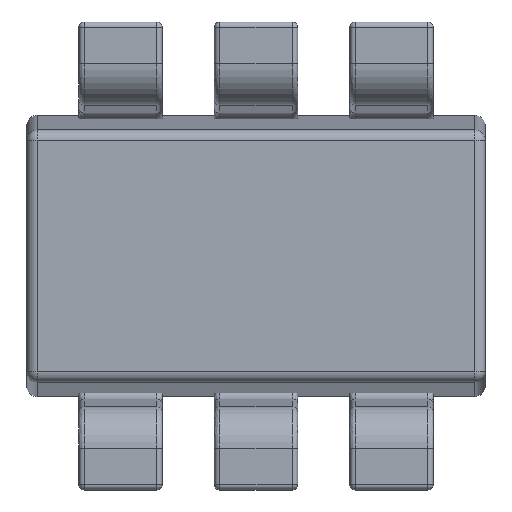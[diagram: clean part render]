
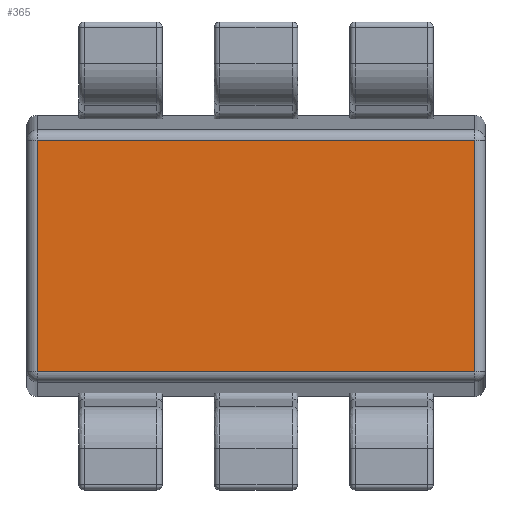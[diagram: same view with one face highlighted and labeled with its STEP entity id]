
A CAD part, front view. The second image highlights one B-rep face of the part: STEP entity #365.
In plain terms, the highlighted planar face has unit normal (0, -1, 0).
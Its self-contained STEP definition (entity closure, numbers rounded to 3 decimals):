
#81 = ORIENTED_EDGE ( 'NONE', *, *, #1522, .T. ) ;
#242 = AXIS2_PLACEMENT_3D ( 'NONE', #3401, #3407, #3408 ) ;
#365 = ADVANCED_FACE ( 'NONE', ( #3405 ), #3399, .F. ) ;
#658 = VERTEX_POINT ( 'NONE', #1602 ) ;
#678 = VERTEX_POINT ( 'NONE', #1619 ) ;
#691 = VERTEX_POINT ( 'NONE', #1632 ) ;
#743 = VERTEX_POINT ( 'NONE', #1684 ) ;
#1121 = ORIENTED_EDGE ( 'NONE', *, *, #1524, .T. ) ;
#1143 = ORIENTED_EDGE ( 'NONE', *, *, #1525, .T. ) ;
#1166 = ORIENTED_EDGE ( 'NONE', *, *, #1526, .T. ) ;
#1269 = EDGE_LOOP ( 'NONE', ( #81, #1166, #1143, #1121 ) ) ;
#1412 = VECTOR ( 'NONE', #1796, 1000. ) ;
#1430 = VECTOR ( 'NONE', #1801, 1000. ) ;
#1436 = VECTOR ( 'NONE', #1804, 1000. ) ;
#1449 = VECTOR ( 'NONE', #1808, 1000. ) ;
#1522 = EDGE_CURVE ( 'NONE', #691, #658, #1793, .T. ) ;
#1524 = EDGE_CURVE ( 'NONE', #678, #691, #1799, .T. ) ;
#1525 = EDGE_CURVE ( 'NONE', #743, #678, #1802, .T. ) ;
#1526 = EDGE_CURVE ( 'NONE', #658, #743, #1805, .T. ) ;
#1602 = CARTESIAN_POINT ( 'NONE',  ( 1.05, 0.1, -0.555 ) ) ;
#1619 = CARTESIAN_POINT ( 'NONE',  ( -1.05, 0.1, 0.555 ) ) ;
#1632 = CARTESIAN_POINT ( 'NONE',  ( -1.05, 0.1, -0.555 ) ) ;
#1684 = CARTESIAN_POINT ( 'NONE',  ( 1.05, 0.1, 0.555 ) ) ;
#1793 = LINE ( 'NONE', #1795, #1412 ) ;
#1795 = CARTESIAN_POINT ( 'NONE',  ( 1.1, 0.1, -0.555 ) ) ;
#1796 = DIRECTION ( 'NONE',  ( 1., 0., 0. ) ) ;
#1799 = LINE ( 'NONE', #1800, #1430 ) ;
#1800 = CARTESIAN_POINT ( 'NONE',  ( -1.05, 0.1, -0.6 ) ) ;
#1801 = DIRECTION ( 'NONE',  ( 0., 0., -1. ) ) ;
#1802 = LINE ( 'NONE', #1803, #1436 ) ;
#1803 = CARTESIAN_POINT ( 'NONE',  ( 1.1, 0.1, 0.555 ) ) ;
#1804 = DIRECTION ( 'NONE',  ( -1., 0., 0. ) ) ;
#1805 = LINE ( 'NONE', #1807, #1449 ) ;
#1807 = CARTESIAN_POINT ( 'NONE',  ( 1.05, 0.1, -0.6 ) ) ;
#1808 = DIRECTION ( 'NONE',  ( 0., 0., 1. ) ) ;
#3399 = PLANE ( 'NONE',  #242 ) ;
#3401 = CARTESIAN_POINT ( 'NONE',  ( 1.1, 0.1, -0.6 ) ) ;
#3405 = FACE_OUTER_BOUND ( 'NONE', #1269, .T. ) ;
#3407 = DIRECTION ( 'NONE',  ( 0., 1., 0. ) ) ;
#3408 = DIRECTION ( 'NONE',  ( 0., 0., 1. ) ) ;
